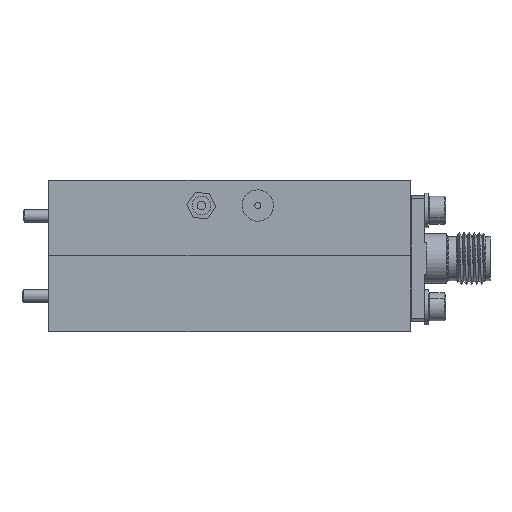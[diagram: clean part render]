
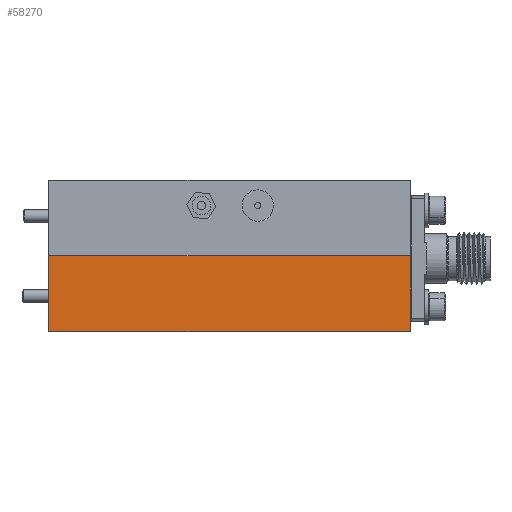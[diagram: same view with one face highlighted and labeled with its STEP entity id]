
A CAD part, top view. The second image highlights one B-rep face of the part: STEP entity #58270.
In plain terms, the highlighted planar face has unit normal (0, 0, 1).
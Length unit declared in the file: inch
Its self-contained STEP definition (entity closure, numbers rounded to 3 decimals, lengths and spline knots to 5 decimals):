
#3443 = VECTOR ( 'NONE', #100014, 39.37008 ) ;
#5991 = LINE ( 'NONE', #8437, #3443 ) ;
#7423 = CARTESIAN_POINT ( 'NONE',  ( -0.9, 0.375, 0.5 ) ) ;
#8437 = CARTESIAN_POINT ( 'NONE',  ( 0.9, 0.375, 0.5 ) ) ;
#15339 = VECTOR ( 'NONE', #30351, 39.37008 ) ;
#16512 = CARTESIAN_POINT ( 'NONE',  ( 0.9, 0., 0.5 ) ) ;
#20475 = DIRECTION ( 'NONE',  ( -1., 0., 0. ) ) ;
#25998 = CARTESIAN_POINT ( 'NONE',  ( 0.9, 0.375, 0.5 ) ) ;
#30351 = DIRECTION ( 'NONE',  ( 0., -1., 0. ) ) ;
#38143 = LINE ( 'NONE', #7423, #15339 ) ;
#38273 = CARTESIAN_POINT ( 'NONE',  ( 0.9, 0.375, 0.5 ) ) ;
#43347 = CARTESIAN_POINT ( 'NONE',  ( 0.9, 0., 0.5 ) ) ;
#45504 = VECTOR ( 'NONE', #74482, 39.37008 ) ;
#47850 = VERTEX_POINT ( 'NONE', #16512 ) ;
#56727 = VECTOR ( 'NONE', #66512, 39.37008 ) ;
#58270 = ADVANCED_FACE ( 'NONE', ( #78432 ), #83256, .F. ) ;
#60143 = CARTESIAN_POINT ( 'NONE',  ( -0.9, 0., 0.5 ) ) ;
#60289 = VERTEX_POINT ( 'NONE', #60143 ) ;
#62316 = EDGE_CURVE ( 'NONE', #102678, #99240, #5991, .T. ) ;
#63062 = ORIENTED_EDGE ( 'NONE', *, *, #77447, .F. ) ;
#65689 = LINE ( 'NONE', #43347, #45504 ) ;
#66512 = DIRECTION ( 'NONE',  ( 0., -1., 0. ) ) ;
#68806 = EDGE_LOOP ( 'NONE', ( #73614, #63062, #78365, #100193 ) ) ;
#70673 = CARTESIAN_POINT ( 'NONE',  ( 0.9, 0.375, 0.5 ) ) ;
#73614 = ORIENTED_EDGE ( 'NONE', *, *, #88323, .T. ) ;
#73758 = LINE ( 'NONE', #25998, #56727 ) ;
#73974 = AXIS2_PLACEMENT_3D ( 'NONE', #70673, #84301, #20475 ) ;
#74482 = DIRECTION ( 'NONE',  ( 1., 0., 0. ) ) ;
#77447 = EDGE_CURVE ( 'NONE', #99240, #47850, #73758, .T. ) ;
#78192 = CARTESIAN_POINT ( 'NONE',  ( -0.9, 0.375, 0.5 ) ) ;
#78365 = ORIENTED_EDGE ( 'NONE', *, *, #62316, .F. ) ;
#78432 = FACE_OUTER_BOUND ( 'NONE', #68806, .T. ) ;
#83256 = PLANE ( 'NONE',  #73974 ) ;
#84301 = DIRECTION ( 'NONE',  ( 0., 0., -1. ) ) ;
#86183 = EDGE_CURVE ( 'NONE', #102678, #60289, #38143, .T. ) ;
#88323 = EDGE_CURVE ( 'NONE', #60289, #47850, #65689, .T. ) ;
#99240 = VERTEX_POINT ( 'NONE', #38273 ) ;
#100014 = DIRECTION ( 'NONE',  ( 1., 0., 0. ) ) ;
#100193 = ORIENTED_EDGE ( 'NONE', *, *, #86183, .T. ) ;
#102678 = VERTEX_POINT ( 'NONE', #78192 ) ;
